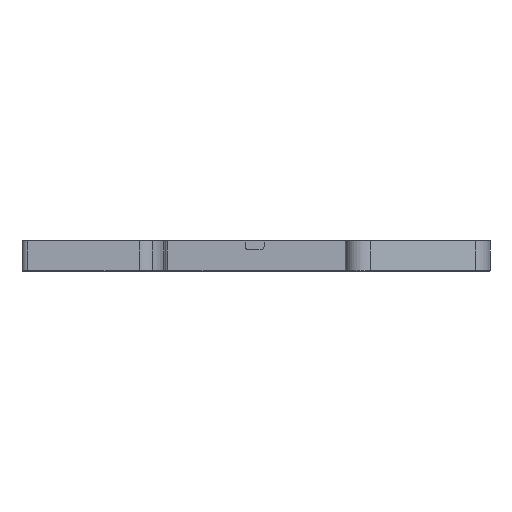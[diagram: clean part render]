
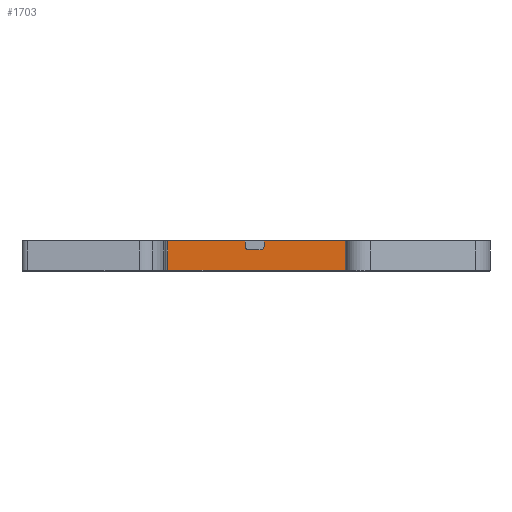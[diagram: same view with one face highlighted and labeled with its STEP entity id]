
A CAD part, front view. The second image highlights one B-rep face of the part: STEP entity #1703.
In plain terms, the highlighted planar face has unit normal (0, -1, 0).
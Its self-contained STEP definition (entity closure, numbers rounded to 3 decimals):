
#457 = CARTESIAN_POINT ( 'NONE',  ( -24.459, -12.017, 14.475 ) ) ;
#1271 = ORIENTED_EDGE ( 'NONE', *, *, #5591, .T. ) ;
#1284 = VERTEX_POINT ( 'NONE', #4971 ) ;
#1655 = CARTESIAN_POINT ( 'NONE',  ( -39.29, -12.017, 17.975 ) ) ;
#1667 = DIRECTION ( 'NONE',  ( 0., 0., -1. ) ) ;
#1686 = VERTEX_POINT ( 'NONE', #8451 ) ;
#1703 = ADVANCED_FACE ( 'NONE', ( #14055 ), #4576, .F. ) ;
#1889 =( BOUNDED_CURVE ( )  B_SPLINE_CURVE ( 3, ( #21460, #5693, #11647, #1655 ),
 .UNSPECIFIED., .F., .F. ) 
 B_SPLINE_CURVE_WITH_KNOTS ( ( 4, 4 ),
 ( 3.142, 4.712 ),
 .UNSPECIFIED. ) 
 CURVE ( )  GEOMETRIC_REPRESENTATION_ITEM ( )  RATIONAL_B_SPLINE_CURVE ( ( 1., 0.805, 0.805, 1. ) ) 
 REPRESENTATION_ITEM ( '' )  );
#2206 = VECTOR ( 'NONE', #24772, 1000. ) ;
#2304 = ORIENTED_EDGE ( 'NONE', *, *, #13778, .F. ) ;
#2482 = CARTESIAN_POINT ( 'NONE',  ( -55.163, -12.017, 19.475 ) ) ;
#2503 = DIRECTION ( 'NONE',  ( -1., 0., 0. ) ) ;
#2790 = VERTEX_POINT ( 'NONE', #10934 ) ;
#2885 = CARTESIAN_POINT ( 'NONE',  ( -38.79, -12.017, 19.475 ) ) ;
#2894 = LINE ( 'NONE', #24512, #13258 ) ;
#3054 = CARTESIAN_POINT ( 'NONE',  ( -38.79, -12.017, 18.475 ) ) ;
#3783 = LINE ( 'NONE', #23787, #20193 ) ;
#4015 = EDGE_CURVE ( 'NONE', #21917, #14496, #13371, .T. ) ;
#4576 = PLANE ( 'NONE',  #18662 ) ;
#4640 = VERTEX_POINT ( 'NONE', #12245 ) ;
#4971 = CARTESIAN_POINT ( 'NONE',  ( -39.29, -12.017, 17.975 ) ) ;
#5108 = ORIENTED_EDGE ( 'NONE', *, *, #20124, .F. ) ;
#5591 = EDGE_CURVE ( 'NONE', #2790, #11460, #5756, .T. ) ;
#5693 = CARTESIAN_POINT ( 'NONE',  ( -38.79, -12.017, 18.182 ) ) ;
#5756 =( BOUNDED_CURVE ( )  B_SPLINE_CURVE ( 3, ( #24877, #6735, #22847, #10576 ),
 .UNSPECIFIED., .F., .F. ) 
 B_SPLINE_CURVE_WITH_KNOTS ( ( 4, 4 ),
 ( 4.712, 6.283 ),
 .UNSPECIFIED. ) 
 CURVE ( )  GEOMETRIC_REPRESENTATION_ITEM ( )  RATIONAL_B_SPLINE_CURVE ( ( 1., 0.805, 0.805, 1. ) ) 
 REPRESENTATION_ITEM ( '' )  );
#5856 = VECTOR ( 'NONE', #17172, 1000. ) ;
#6270 = VECTOR ( 'NONE', #1667, 1000. ) ;
#6438 = EDGE_CURVE ( 'NONE', #15107, #1284, #1889, .T. ) ;
#6530 = DIRECTION ( 'NONE',  ( 0., 1., 0. ) ) ;
#6735 = CARTESIAN_POINT ( 'NONE',  ( -41.782, -12.017, 17.975 ) ) ;
#7807 = ORIENTED_EDGE ( 'NONE', *, *, #4015, .F. ) ;
#8451 = CARTESIAN_POINT ( 'NONE',  ( -41.99, -12.017, 19.475 ) ) ;
#9199 = VECTOR ( 'NONE', #2503, 1000. ) ;
#9544 = VERTEX_POINT ( 'NONE', #16910 ) ;
#10576 = CARTESIAN_POINT ( 'NONE',  ( -41.99, -12.017, 18.475 ) ) ;
#10934 = CARTESIAN_POINT ( 'NONE',  ( -41.49, -12.017, 17.975 ) ) ;
#11460 = VERTEX_POINT ( 'NONE', #19535 ) ;
#11647 = CARTESIAN_POINT ( 'NONE',  ( -38.997, -12.017, 17.975 ) ) ;
#11689 = DIRECTION ( 'NONE',  ( 0., 0., -1. ) ) ;
#11905 = VECTOR ( 'NONE', #24796, 1000. ) ;
#12245 = CARTESIAN_POINT ( 'NONE',  ( -55.163, -12.017, 19.475 ) ) ;
#12858 = LINE ( 'NONE', #22739, #2206 ) ;
#13099 = CARTESIAN_POINT ( 'NONE',  ( -55.163, -12.017, 17.975 ) ) ;
#13139 = ORIENTED_EDGE ( 'NONE', *, *, #17795, .T. ) ;
#13258 = VECTOR ( 'NONE', #14418, 1000. ) ;
#13330 = EDGE_CURVE ( 'NONE', #14496, #9544, #12858, .T. ) ;
#13333 = EDGE_LOOP ( 'NONE', ( #1271, #23218, #2304, #15106, #5108, #19379, #7807, #21393, #18534, #13139 ) ) ;
#13371 = LINE ( 'NONE', #17503, #20326 ) ;
#13778 = EDGE_CURVE ( 'NONE', #4640, #1686, #22684, .T. ) ;
#14055 = FACE_OUTER_BOUND ( 'NONE', #13333, .T. ) ;
#14418 = DIRECTION ( 'NONE',  ( 0., 0., 1. ) ) ;
#14496 = VERTEX_POINT ( 'NONE', #19113 ) ;
#14660 = CARTESIAN_POINT ( 'NONE',  ( -55.163, -12.017, 14.475 ) ) ;
#15106 = ORIENTED_EDGE ( 'NONE', *, *, #22852, .T. ) ;
#15107 = VERTEX_POINT ( 'NONE', #3054 ) ;
#15703 = DIRECTION ( 'NONE',  ( 1., 0., 0. ) ) ;
#16526 = VERTEX_POINT ( 'NONE', #14660 ) ;
#16910 = CARTESIAN_POINT ( 'NONE',  ( -24.459, -12.017, 14.475 ) ) ;
#17172 = DIRECTION ( 'NONE',  ( -1., 0., 0. ) ) ;
#17189 = LINE ( 'NONE', #13099, #5856 ) ;
#17503 = CARTESIAN_POINT ( 'NONE',  ( -55.163, -12.017, 19.475 ) ) ;
#17795 = EDGE_CURVE ( 'NONE', #1284, #2790, #17189, .T. ) ;
#18534 = ORIENTED_EDGE ( 'NONE', *, *, #6438, .T. ) ;
#18662 = AXIS2_PLACEMENT_3D ( 'NONE', #2482, #6530, #24676 ) ;
#19113 = CARTESIAN_POINT ( 'NONE',  ( -24.459, -12.017, 19.475 ) ) ;
#19379 = ORIENTED_EDGE ( 'NONE', *, *, #13330, .F. ) ;
#19535 = CARTESIAN_POINT ( 'NONE',  ( -41.99, -12.017, 18.475 ) ) ;
#20124 = EDGE_CURVE ( 'NONE', #9544, #16526, #24328, .T. ) ;
#20193 = VECTOR ( 'NONE', #11689, 1000. ) ;
#20196 = EDGE_CURVE ( 'NONE', #11460, #1686, #2894, .T. ) ;
#20326 = VECTOR ( 'NONE', #15703, 1000. ) ;
#21393 = ORIENTED_EDGE ( 'NONE', *, *, #21606, .T. ) ;
#21394 = LINE ( 'NONE', #21631, #6270 ) ;
#21460 = CARTESIAN_POINT ( 'NONE',  ( -38.79, -12.017, 18.475 ) ) ;
#21606 = EDGE_CURVE ( 'NONE', #21917, #15107, #21394, .T. ) ;
#21631 = CARTESIAN_POINT ( 'NONE',  ( -38.79, -12.017, 19.475 ) ) ;
#21917 = VERTEX_POINT ( 'NONE', #2885 ) ;
#22684 = LINE ( 'NONE', #22855, #11905 ) ;
#22739 = CARTESIAN_POINT ( 'NONE',  ( -24.459, -12.017, 19.475 ) ) ;
#22847 = CARTESIAN_POINT ( 'NONE',  ( -41.99, -12.017, 18.182 ) ) ;
#22852 = EDGE_CURVE ( 'NONE', #4640, #16526, #3783, .T. ) ;
#22855 = CARTESIAN_POINT ( 'NONE',  ( -55.163, -12.017, 19.475 ) ) ;
#23218 = ORIENTED_EDGE ( 'NONE', *, *, #20196, .T. ) ;
#23787 = CARTESIAN_POINT ( 'NONE',  ( -55.163, -12.017, 19.475 ) ) ;
#24328 = LINE ( 'NONE', #457, #9199 ) ;
#24512 = CARTESIAN_POINT ( 'NONE',  ( -41.99, -12.017, 19.475 ) ) ;
#24676 = DIRECTION ( 'NONE',  ( 0., 0., 1. ) ) ;
#24772 = DIRECTION ( 'NONE',  ( 0., 0., -1. ) ) ;
#24796 = DIRECTION ( 'NONE',  ( 1., 0., 0. ) ) ;
#24877 = CARTESIAN_POINT ( 'NONE',  ( -41.49, -12.017, 17.975 ) ) ;
